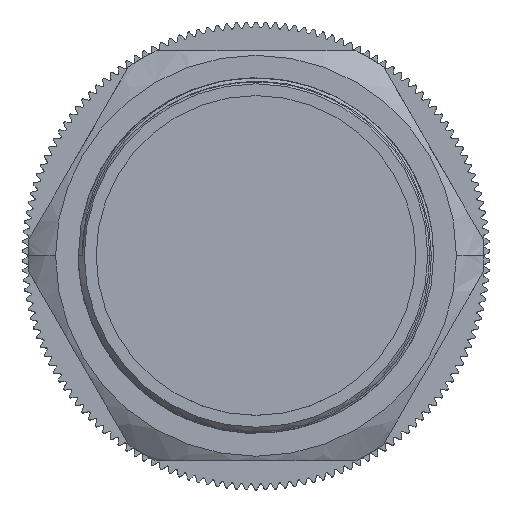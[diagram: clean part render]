
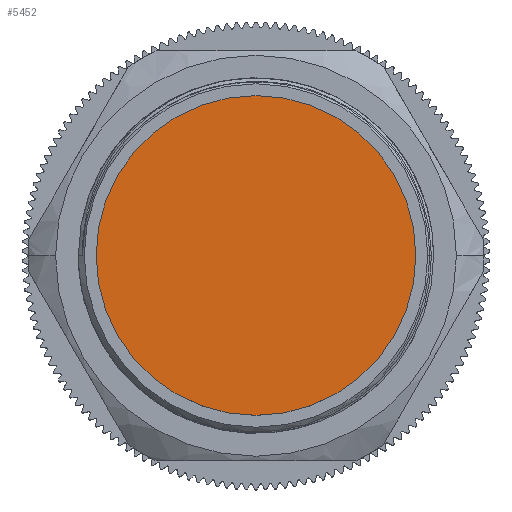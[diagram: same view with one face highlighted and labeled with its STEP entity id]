
A CAD part, top view. The second image highlights one B-rep face of the part: STEP entity #5452.
In plain terms, the highlighted planar face has unit normal (0, 0, 1).
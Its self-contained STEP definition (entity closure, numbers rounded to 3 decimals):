
#3692 = AXIS2_PLACEMENT_3D ( 'NONE', #39885, #8583, #45239 ) ;
#5452 = ADVANCED_FACE ( 'NONE', ( #22491 ), #43358, .T. ) ;
#6981 = CARTESIAN_POINT ( 'NONE',  ( 0., 0., 80. ) ) ;
#8583 = DIRECTION ( 'NONE',  ( 0., 0., 1. ) ) ;
#11110 = EDGE_CURVE ( 'NONE', #37344, #55537, #48365, .T. ) ;
#12237 = DIRECTION ( 'NONE',  ( 1., 0., 0. ) ) ;
#13687 = CIRCLE ( 'NONE', #3692, 13.5 ) ;
#17284 = DIRECTION ( 'NONE',  ( 0., 0., 1. ) ) ;
#20459 = CARTESIAN_POINT ( 'NONE',  ( -13.5, 0., 80. ) ) ;
#21090 = EDGE_LOOP ( 'NONE', ( #53668, #65188 ) ) ;
#22491 = FACE_OUTER_BOUND ( 'NONE', #21090, .T. ) ;
#37344 = VERTEX_POINT ( 'NONE', #44928 ) ;
#39885 = CARTESIAN_POINT ( 'NONE',  ( 0., 0., 80. ) ) ;
#40841 = EDGE_CURVE ( 'NONE', #55537, #37344, #13687, .T. ) ;
#43358 = PLANE ( 'NONE',  #65339 ) ;
#43596 = DIRECTION ( 'NONE',  ( 0., 0., 1. ) ) ;
#44928 = CARTESIAN_POINT ( 'NONE',  ( 13.5, 0., 80. ) ) ;
#45239 = DIRECTION ( 'NONE',  ( 1., 0., 0. ) ) ;
#48365 = CIRCLE ( 'NONE', #59074, 13.5 ) ;
#48658 = CARTESIAN_POINT ( 'NONE',  ( 0., 0., 80. ) ) ;
#53668 = ORIENTED_EDGE ( 'NONE', *, *, #11110, .T. ) ;
#53922 = DIRECTION ( 'NONE',  ( 1., 0., 0. ) ) ;
#55537 = VERTEX_POINT ( 'NONE', #20459 ) ;
#59074 = AXIS2_PLACEMENT_3D ( 'NONE', #48658, #17284, #53922 ) ;
#65188 = ORIENTED_EDGE ( 'NONE', *, *, #40841, .T. ) ;
#65339 = AXIS2_PLACEMENT_3D ( 'NONE', #6981, #43596, #12237 ) ;
